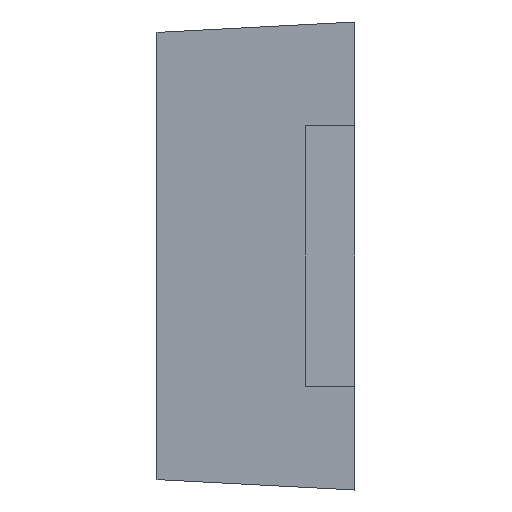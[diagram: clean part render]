
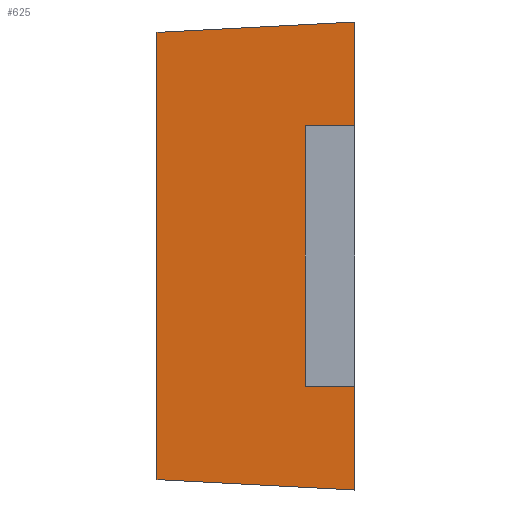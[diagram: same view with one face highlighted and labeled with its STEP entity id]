
A CAD part, left-side view. The second image highlights one B-rep face of the part: STEP entity #625.
In plain terms, the highlighted planar face has unit normal (-0.999, 0.052, 0).
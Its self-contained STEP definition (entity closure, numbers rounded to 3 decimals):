
#5 = FACE_OUTER_BOUND ( 'NONE', #529, .T. ) ;
#7 = VECTOR ( 'NONE', #286, 1000. ) ;
#10 = VECTOR ( 'NONE', #307, 1000. ) ;
#12 = AXIS2_PLACEMENT_3D ( 'NONE', #186, #318, #737 ) ;
#30 = LINE ( 'NONE', #212, #7 ) ;
#39 = CARTESIAN_POINT ( 'NONE',  ( -2.138, 0., -0.725 ) ) ;
#52 = LINE ( 'NONE', #787, #10 ) ;
#62 = CARTESIAN_POINT ( 'NONE',  ( -2.123, 0.275, 1.3 ) ) ;
#87 = CARTESIAN_POINT ( 'NONE',  ( -2.138, 0., 0.725 ) ) ;
#97 = CARTESIAN_POINT ( 'NONE',  ( -2.138, 0., -0.725 ) ) ;
#104 = CARTESIAN_POINT ( 'NONE',  ( -2.138, 0., 0.725 ) ) ;
#107 = ORIENTED_EDGE ( 'NONE', *, *, #761, .T. ) ;
#111 = EDGE_CURVE ( 'NONE', #471, #479, #642, .T. ) ;
#119 = VERTEX_POINT ( 'NONE', #87 ) ;
#142 = ORIENTED_EDGE ( 'NONE', *, *, #542, .T. ) ;
#149 = LINE ( 'NONE', #701, #222 ) ;
#154 = DIRECTION ( 'NONE',  ( 0., 0., 1. ) ) ;
#174 = CARTESIAN_POINT ( 'NONE',  ( -2.138, 0., -1.3 ) ) ;
#186 = CARTESIAN_POINT ( 'NONE',  ( -2.138, 0., 1.3 ) ) ;
#193 = VECTOR ( 'NONE', #776, 1000. ) ;
#212 = CARTESIAN_POINT ( 'NONE',  ( -2.138, 0., 1.3 ) ) ;
#222 = VECTOR ( 'NONE', #154, 1000. ) ;
#238 = DIRECTION ( 'NONE',  ( 0.052, 0.999, 0. ) ) ;
#240 = DIRECTION ( 'NONE',  ( -0.052, -0.997, -0.052 ) ) ;
#244 = VERTEX_POINT ( 'NONE', #174 ) ;
#245 = VECTOR ( 'NONE', #428, 1000. ) ;
#253 = EDGE_CURVE ( 'NONE', #119, #747, #652, .T. ) ;
#256 = ORIENTED_EDGE ( 'NONE', *, *, #253, .F. ) ;
#286 = DIRECTION ( 'NONE',  ( 0., 0., 1. ) ) ;
#307 = DIRECTION ( 'NONE',  ( 0., 0., 1. ) ) ;
#318 = DIRECTION ( 'NONE',  ( -0.999, 0.052, 0. ) ) ;
#341 = DIRECTION ( 'NONE',  ( -0.052, -0.999, 0. ) ) ;
#351 = EDGE_CURVE ( 'NONE', #747, #471, #367, .T. ) ;
#359 = LINE ( 'NONE', #782, #705 ) ;
#367 = LINE ( 'NONE', #62, #245 ) ;
#398 = CARTESIAN_POINT ( 'NONE',  ( -2.123, 0.275, 0.725 ) ) ;
#428 = DIRECTION ( 'NONE',  ( 0., 0., -1. ) ) ;
#433 = VECTOR ( 'NONE', #341, 1000. ) ;
#469 = VERTEX_POINT ( 'NONE', #604 ) ;
#471 = VERTEX_POINT ( 'NONE', #769 ) ;
#473 = VERTEX_POINT ( 'NONE', #478 ) ;
#478 = CARTESIAN_POINT ( 'NONE',  ( -2.08, 1.1, -1.242 ) ) ;
#479 = VERTEX_POINT ( 'NONE', #39 ) ;
#483 = ORIENTED_EDGE ( 'NONE', *, *, #502, .T. ) ;
#493 = CARTESIAN_POINT ( 'NONE',  ( -2.138, 0., 1.3 ) ) ;
#502 = EDGE_CURVE ( 'NONE', #473, #244, #359, .T. ) ;
#523 = ORIENTED_EDGE ( 'NONE', *, *, #704, .F. ) ;
#529 = EDGE_LOOP ( 'NONE', ( #537, #795, #256, #142, #562, #523, #483, #107 ) ) ;
#537 = ORIENTED_EDGE ( 'NONE', *, *, #111, .F. ) ;
#542 = EDGE_CURVE ( 'NONE', #119, #645, #52, .T. ) ;
#544 = CARTESIAN_POINT ( 'NONE',  ( -2.126, 0.223, 1.288 ) ) ;
#545 = EDGE_CURVE ( 'NONE', #469, #645, #657, .T. ) ;
#562 = ORIENTED_EDGE ( 'NONE', *, *, #545, .F. ) ;
#585 = VECTOR ( 'NONE', #238, 1000. ) ;
#604 = CARTESIAN_POINT ( 'NONE',  ( -2.08, 1.1, 1.242 ) ) ;
#625 = ADVANCED_FACE ( 'NONE', ( #5 ), #732, .T. ) ;
#642 = LINE ( 'NONE', #97, #433 ) ;
#645 = VERTEX_POINT ( 'NONE', #493 ) ;
#652 = LINE ( 'NONE', #104, #585 ) ;
#657 = LINE ( 'NONE', #544, #193 ) ;
#701 = CARTESIAN_POINT ( 'NONE',  ( -2.08, 1.1, 1.3 ) ) ;
#704 = EDGE_CURVE ( 'NONE', #473, #469, #149, .T. ) ;
#705 = VECTOR ( 'NONE', #240, 1000. ) ;
#732 = PLANE ( 'NONE',  #12 ) ;
#737 = DIRECTION ( 'NONE',  ( -0.052, -0.999, 0. ) ) ;
#747 = VERTEX_POINT ( 'NONE', #398 ) ;
#761 = EDGE_CURVE ( 'NONE', #244, #479, #30, .T. ) ;
#769 = CARTESIAN_POINT ( 'NONE',  ( -2.123, 0.275, -0.725 ) ) ;
#776 = DIRECTION ( 'NONE',  ( -0.052, -0.997, 0.052 ) ) ;
#782 = CARTESIAN_POINT ( 'NONE',  ( -2.13, 0.136, -1.293 ) ) ;
#787 = CARTESIAN_POINT ( 'NONE',  ( -2.138, 0., 1.3 ) ) ;
#795 = ORIENTED_EDGE ( 'NONE', *, *, #351, .F. ) ;
